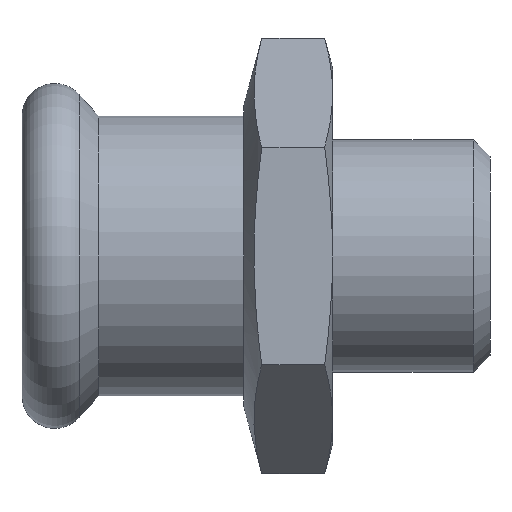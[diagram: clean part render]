
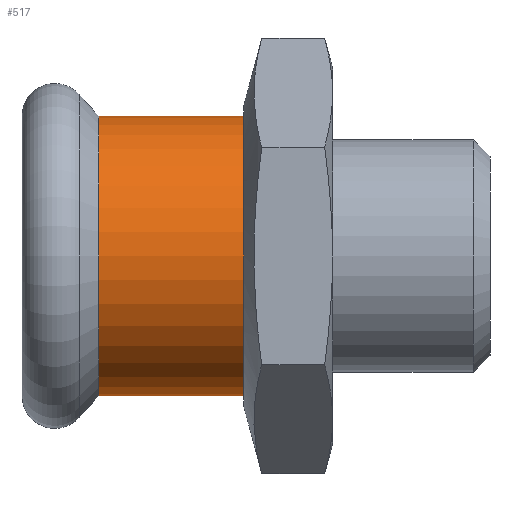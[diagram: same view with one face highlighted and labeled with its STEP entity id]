
A CAD part, front view. The second image highlights one B-rep face of the part: STEP entity #517.
In plain terms, the highlighted cylindrical face has radius 12.6 mm (diameter 25.2 mm), a full revolution.
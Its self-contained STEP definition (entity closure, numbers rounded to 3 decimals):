
#62=FACE_BOUND($,#151,.T.);
#73=CYLINDRICAL_SURFACE($,#577,12.6);
#103=FACE_OUTER_BOUND($,#150,.T.);
#150=EDGE_LOOP($,(#425));
#151=EDGE_LOOP($,(#426));
#211=CIRCLE($,#576,12.6);
#212=CIRCLE($,#578,12.6);
#254=VERTEX_POINT($,#890);
#255=VERTEX_POINT($,#893);
#313=EDGE_CURVE($,#254,#254,#211,.T.);
#314=EDGE_CURVE($,#255,#255,#212,.T.);
#425=ORIENTED_EDGE($,*,*,#314,.F.);
#426=ORIENTED_EDGE($,*,*,#313,.T.);
#517=ADVANCED_FACE($,(#103,#62),#73,.T.);
#576=AXIS2_PLACEMENT_3D($,#891,#706,#707);
#577=AXIS2_PLACEMENT_3D($,#892,#708,#709);
#578=AXIS2_PLACEMENT_3D($,#894,#710,#711);
#706=DIRECTION('center_axis',(-1.,0.,0.));
#707=DIRECTION('ref_axis',(0.,0.866,0.5));
#708=DIRECTION('center_axis',(-1.,0.,0.));
#709=DIRECTION('ref_axis',(0.,0.866,0.5));
#710=DIRECTION('center_axis',(-1.,0.,0.));
#711=DIRECTION('ref_axis',(0.,0.866,0.5));
#890=CARTESIAN_POINT('',(20.,10.912,-6.3));
#891=CARTESIAN_POINT('Origin',(20.,0.,0.));
#892=CARTESIAN_POINT('Origin',(13.46,0.,0.));
#893=CARTESIAN_POINT('',(6.92,10.912,-6.3));
#894=CARTESIAN_POINT('Origin',(6.92,0.,0.));
